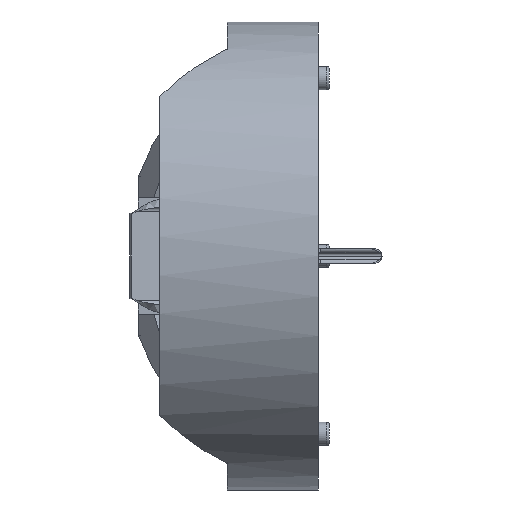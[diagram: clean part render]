
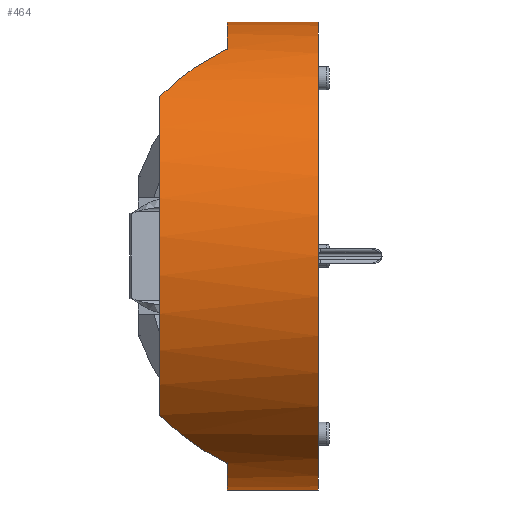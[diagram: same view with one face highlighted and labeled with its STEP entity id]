
A CAD part, left-side view. The second image highlights one B-rep face of the part: STEP entity #464.
In plain terms, the highlighted cylindrical face has radius 11.05 mm (diameter 22.1 mm), a partial arc.
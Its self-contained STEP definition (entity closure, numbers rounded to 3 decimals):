
#464=ADVANCED_FACE('NONE',(#1328),#1329,.T.);
#1328=FACE_OUTER_BOUND('',#2383,.T.);
#1329=CYLINDRICAL_SURFACE('',#2384,11.05);
#2383=EDGE_LOOP('',(#5766,#5767,#5768,#5769,#5770,#5771,#5772,#5773));
#2384=AXIS2_PLACEMENT_3D('',#5774,#5775,#5776);
#5766=ORIENTED_EDGE('',*,*,#7105,.F.);
#5767=ORIENTED_EDGE('',*,*,#7098,.T.);
#5768=ORIENTED_EDGE('',*,*,#7073,.T.);
#5769=ORIENTED_EDGE('',*,*,#7070,.T.);
#5770=ORIENTED_EDGE('',*,*,#7096,.T.);
#5771=ORIENTED_EDGE('',*,*,#7078,.T.);
#5772=ORIENTED_EDGE('',*,*,#7092,.T.);
#5773=ORIENTED_EDGE('',*,*,#7106,.T.);
#5774=CARTESIAN_POINT('',(-102.215,6.342,0.0));
#5775=DIRECTION('',(0.0,1.0,0.0));
#5776=DIRECTION('',(0.0,0.0,-1.0));
#7070=EDGE_CURVE('NONE',#8886,#8884,#8887,.T.);
#7073=EDGE_CURVE('NONE',#8889,#8886,#8891,.T.);
#7078=EDGE_CURVE('NONE',#8892,#8898,#8900,.T.);
#7092=EDGE_CURVE('NONE',#8898,#8921,#8922,.T.);
#7096=EDGE_CURVE('NONE',#8884,#8892,#8926,.T.);
#7098=EDGE_CURVE('NONE',#8928,#8889,#8929,.T.);
#7105=EDGE_CURVE('NONE',#8928,#8936,#8937,.T.);
#7106=EDGE_CURVE('NONE',#8921,#8936,#8938,.T.);
#8884=VERTEX_POINT('NONE',#11790);
#8886=VERTEX_POINT('NONE',#11793);
#8887=CIRCLE('',#11794,11.05);
#8889=VERTEX_POINT('NONE',#11797);
#8891=(B_SPLINE_CURVE(3,(#11801,#11802,#11803,#11804),.UNSPECIFIED.,.F.,.F.)B_SPLINE_CURVE_WITH_KNOTS((4,4),(2.051,2.394),.UNSPECIFIED.)RATIONAL_B_SPLINE_CURVE((1.0,0.99,0.99,1.0))BOUNDED_CURVE()REPRESENTATION_ITEM('')GEOMETRIC_REPRESENTATION_ITEM()CURVE());
#8892=VERTEX_POINT('NONE',#11811);
#8898=VERTEX_POINT('NONE',#11819);
#8900=CIRCLE('',#11821,11.05);
#8921=VERTEX_POINT('NONE',#11855);
#8922=LINE('',#11856,#11857);
#8926=(B_SPLINE_CURVE(3,(#11882,#11883,#11884,#11885),.UNSPECIFIED.,.F.,.F.)B_SPLINE_CURVE_WITH_KNOTS((4,4),(3.89,4.233),.UNSPECIFIED.)RATIONAL_B_SPLINE_CURVE((1.0,0.99,0.99,1.0))BOUNDED_CURVE()REPRESENTATION_ITEM('')GEOMETRIC_REPRESENTATION_ITEM()CURVE());
#8928=VERTEX_POINT('NONE',#11893);
#8929=CIRCLE('',#11894,11.05);
#8936=VERTEX_POINT('NONE',#11903);
#8937=LINE('',#11904,#11905);
#8938=CIRCLE('',#11906,11.05);
#11790=CARTESIAN_POINT('',(-110.315,5.342,-7.516));
#11793=CARTESIAN_POINT('',(-110.315,5.342,7.516));
#11794=AXIS2_PLACEMENT_3D('',#13565,#13566,#13567);
#11797=CARTESIAN_POINT('',(-107.315,2.142,9.803));
#11801=CARTESIAN_POINT('',(-107.315,2.142,9.803));
#11802=CARTESIAN_POINT('',(-108.442,3.344,9.217));
#11803=CARTESIAN_POINT('',(-109.452,4.421,8.447));
#11804=CARTESIAN_POINT('',(-110.315,5.342,7.516));
#11811=CARTESIAN_POINT('',(-107.315,2.142,-9.803));
#11819=CARTESIAN_POINT('',(-102.215,2.142,-11.05));
#11821=AXIS2_PLACEMENT_3D('',#13578,#13579,#13580);
#11855=CARTESIAN_POINT('',(-102.215,-2.158,-11.05));
#11856=CARTESIAN_POINT('',(-102.215,6.342,-11.05));
#11857=VECTOR('',#13594,1000.0);
#11882=CARTESIAN_POINT('',(-110.315,5.342,-7.516));
#11883=CARTESIAN_POINT('',(-109.452,4.421,-8.447));
#11884=CARTESIAN_POINT('',(-108.442,3.344,-9.217));
#11885=CARTESIAN_POINT('',(-107.315,2.142,-9.803));
#11893=CARTESIAN_POINT('',(-102.215,2.142,11.05));
#11894=AXIS2_PLACEMENT_3D('',#13601,#13602,#13603);
#11903=CARTESIAN_POINT('',(-102.215,-2.158,11.05));
#11904=CARTESIAN_POINT('',(-102.215,6.342,11.05));
#11905=VECTOR('',#13618,1000.0);
#11906=AXIS2_PLACEMENT_3D('',#13619,#13620,#13621);
#13565=CARTESIAN_POINT('',(-102.215,5.342,0.0));
#13566=DIRECTION('',(0.0,-1.0,0.0));
#13567=DIRECTION('',(0.0,0.0,-1.0));
#13578=CARTESIAN_POINT('',(-102.215,2.142,0.0));
#13579=DIRECTION('',(0.0,-1.0,0.0));
#13580=DIRECTION('',(0.0,0.0,-1.0));
#13594=DIRECTION('',(0.0,-1.0,0.0));
#13601=CARTESIAN_POINT('',(-102.215,2.142,0.0));
#13602=DIRECTION('',(0.0,-1.0,0.0));
#13603=DIRECTION('',(0.0,0.0,-1.0));
#13618=DIRECTION('',(0.0,-1.0,0.0));
#13619=CARTESIAN_POINT('',(-102.215,-2.158,0.0));
#13620=DIRECTION('',(0.0,1.0,0.0));
#13621=DIRECTION('',(0.0,0.0,1.0));
